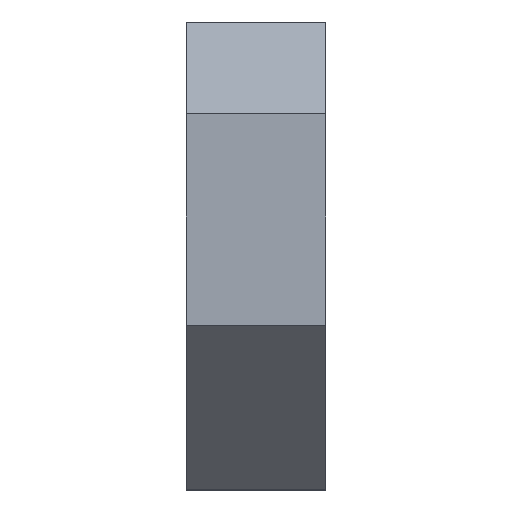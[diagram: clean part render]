
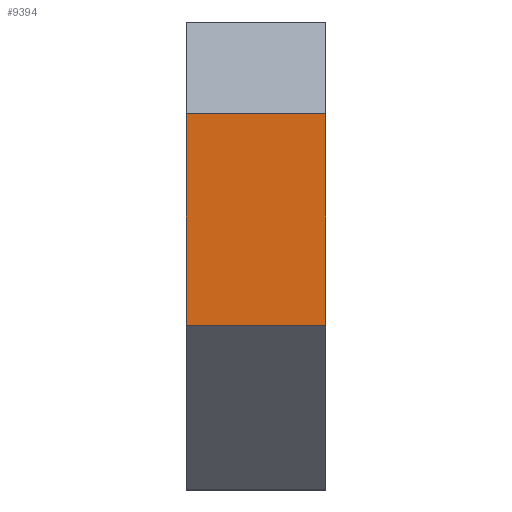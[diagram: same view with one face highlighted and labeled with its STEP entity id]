
A CAD part, top view. The second image highlights one B-rep face of the part: STEP entity #9394.
In plain terms, the highlighted planar face has unit normal (0, 0, 1).
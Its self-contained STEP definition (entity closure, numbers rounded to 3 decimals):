
#738=FACE_OUTER_BOUND('',#1293,.T.);
#1293=EDGE_LOOP('',(#8567,#8568,#8569,#8570));
#1304=LINE('',#12271,#2505);
#1697=LINE('',#13178,#2898);
#2492=LINE('',#15307,#3693);
#2494=LINE('',#15314,#3695);
#2505=VECTOR('',#9972,10.);
#2898=VECTOR('',#10537,10.);
#3693=VECTOR('',#12232,10.);
#3695=VECTOR('',#12244,10.);
#3704=VERTEX_POINT('',#12268);
#3705=VERTEX_POINT('',#12270);
#4132=VERTEX_POINT('',#13175);
#4133=VERTEX_POINT('',#13177);
#4591=EDGE_CURVE('',#3704,#3705,#1304,.T.);
#5042=EDGE_CURVE('',#4133,#4132,#1697,.T.);
#5908=EDGE_CURVE('',#4133,#3704,#2492,.T.);
#5910=EDGE_CURVE('',#4132,#3705,#2494,.T.);
#8567=ORIENTED_EDGE('',*,*,#5908,.F.);
#8568=ORIENTED_EDGE('',*,*,#5042,.T.);
#8569=ORIENTED_EDGE('',*,*,#5910,.T.);
#8570=ORIENTED_EDGE('',*,*,#4591,.F.);
#8962=PLANE('',#9953);
#9394=ADVANCED_FACE('',(#738),#8962,.T.);
#9953=AXIS2_PLACEMENT_3D('',#15315,#12245,#12246);
#9972=DIRECTION('',(0.,1.,0.));
#10537=DIRECTION('',(0.,1.,0.));
#12232=DIRECTION('',(-1.,0.,0.));
#12244=DIRECTION('',(-1.,0.,0.));
#12245=DIRECTION('center_axis',(0.,0.,1.));
#12246=DIRECTION('ref_axis',(0.,1.,0.));
#12268=CARTESIAN_POINT('',(-71.,-78.982,143.4));
#12270=CARTESIAN_POINT('',(-71.,-21.478,143.4));
#12271=CARTESIAN_POINT('',(-71.,-78.982,143.4));
#13175=CARTESIAN_POINT('',(-33.2,-21.478,143.4));
#13177=CARTESIAN_POINT('',(-33.2,-78.982,143.4));
#13178=CARTESIAN_POINT('',(-33.2,-78.982,143.4));
#15307=CARTESIAN_POINT('',(-33.2,-78.982,143.4));
#15314=CARTESIAN_POINT('',(-33.2,-21.478,143.4));
#15315=CARTESIAN_POINT('Origin',(-33.2,-78.982,143.4));
